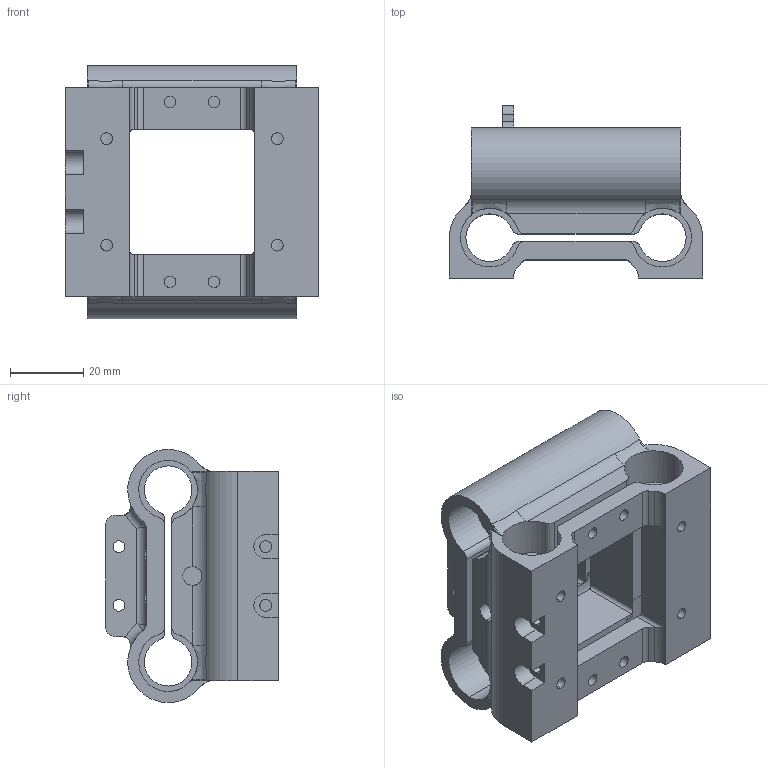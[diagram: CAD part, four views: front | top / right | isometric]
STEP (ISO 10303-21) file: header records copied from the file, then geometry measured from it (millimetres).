
FILE_DESCRIPTION (( 'STEP AP214' ), '1' );
FILE_NAME ('pièce centrale tête mobile.STEP', '2021-03-10T09:23:51', ( '' ), ( '' ), 'SwSTEP 2.0', 'SolidWorks 2016', '' );
FILE_SCHEMA (( 'AUTOMOTIVE_DESIGN' ));
Length unit declared in the file: millimetre
Products named in the file (1): pièce centrale tête mobile
Bounding box: 69 x 47 x 68.99 mm (x, y, z)
Volume: 60284.2 mm3; surface area: 32071.4 mm2
Topology: 1 solids, 1 shells, 220 faces, 647 edges, 424 vertices
Faces by surface type: cylinder 146, plane 62, bspline 10, torus 2
Entity records: 8689 total; most frequent: CARTESIAN_POINT 2579, DIRECTION 1307, ORIENTED_EDGE 1290, EDGE_CURVE 645, AXIS2_PLACEMENT_3D 506, VERTEX_POINT 424, LINE 295, CIRCLE 295
